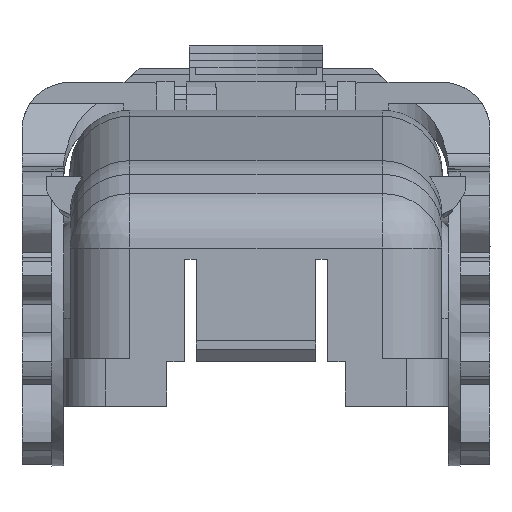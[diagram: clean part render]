
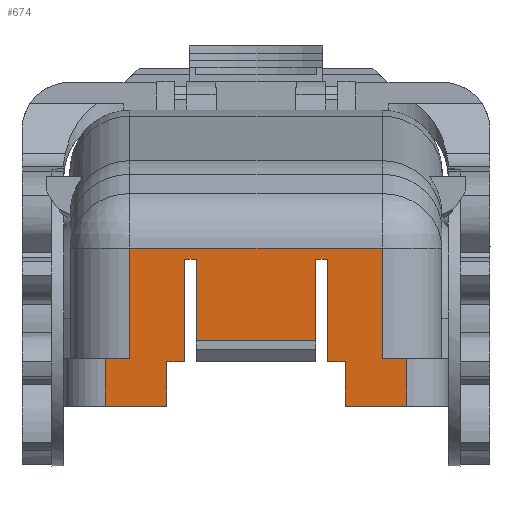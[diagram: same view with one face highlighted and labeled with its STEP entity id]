
A CAD part, left-side view. The second image highlights one B-rep face of the part: STEP entity #674.
In plain terms, the highlighted planar face has unit normal (-1, 0, 0).
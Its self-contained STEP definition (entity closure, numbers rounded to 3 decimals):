
#674=ADVANCED_FACE('F295',(#1313),#1043,.T.);
#1043=PLANE('',#7900);
#1313=FACE_OUTER_BOUND('',#1702,.T.);
#1702=EDGE_LOOP('',(#2734,#2735,#2736,#2737,#2738,#2739,#2740,#2741,#2742,
#2743,#2744,#2745,#2746,#2747,#2748,#2749,#2750,#2751,#2752,#2753));
#2734=ORIENTED_EDGE('',*,*,#5508,.F.);
#2735=ORIENTED_EDGE('',*,*,#5545,.T.);
#2736=ORIENTED_EDGE('',*,*,#5546,.T.);
#2737=ORIENTED_EDGE('',*,*,#5547,.T.);
#2738=ORIENTED_EDGE('',*,*,#5548,.T.);
#2739=ORIENTED_EDGE('',*,*,#5448,.T.);
#2740=ORIENTED_EDGE('',*,*,#5549,.T.);
#2741=ORIENTED_EDGE('',*,*,#5550,.F.);
#2742=ORIENTED_EDGE('',*,*,#5551,.F.);
#2743=ORIENTED_EDGE('',*,*,#5204,.T.);
#2744=ORIENTED_EDGE('',*,*,#5552,.T.);
#2745=ORIENTED_EDGE('',*,*,#5459,.T.);
#2746=ORIENTED_EDGE('',*,*,#5460,.T.);
#2747=ORIENTED_EDGE('',*,*,#5464,.T.);
#2748=ORIENTED_EDGE('',*,*,#5466,.T.);
#2749=ORIENTED_EDGE('',*,*,#5446,.T.);
#2750=ORIENTED_EDGE('',*,*,#5470,.T.);
#2751=ORIENTED_EDGE('',*,*,#5473,.T.);
#2752=ORIENTED_EDGE('',*,*,#5474,.T.);
#2753=ORIENTED_EDGE('',*,*,#5423,.T.);
#4443=VERTEX_POINT('',#10607);
#4446=VERTEX_POINT('',#10615);
#4615=VERTEX_POINT('',#11107);
#4616=VERTEX_POINT('',#11109);
#4633=VERTEX_POINT('',#11155);
#4634=VERTEX_POINT('',#11157);
#4635=VERTEX_POINT('',#11161);
#4636=VERTEX_POINT('',#11162);
#4644=VERTEX_POINT('',#11180);
#4646=VERTEX_POINT('',#11184);
#4647=VERTEX_POINT('',#11188);
#4649=VERTEX_POINT('',#11194);
#4652=VERTEX_POINT('',#11205);
#4654=VERTEX_POINT('',#11211);
#4670=VERTEX_POINT('',#11302);
#4689=VERTEX_POINT('',#11396);
#4690=VERTEX_POINT('',#11398);
#4691=VERTEX_POINT('',#11400);
#4692=VERTEX_POINT('',#11403);
#4693=VERTEX_POINT('',#11405);
#5204=EDGE_CURVE('',#4443,#4446,#6315,.T.);
#5423=EDGE_CURVE('',#4616,#4615,#6485,.T.);
#5446=EDGE_CURVE('',#4634,#4633,#6501,.T.);
#5448=EDGE_CURVE('',#4635,#4636,#6503,.T.);
#5459=EDGE_CURVE('',#4644,#4646,#6510,.T.);
#5460=EDGE_CURVE('',#4646,#4647,#6511,.T.);
#5464=EDGE_CURVE('',#4647,#4649,#6515,.T.);
#5466=EDGE_CURVE('',#4649,#4634,#6517,.T.);
#5470=EDGE_CURVE('',#4633,#4652,#6521,.T.);
#5473=EDGE_CURVE('',#4652,#4654,#6524,.T.);
#5474=EDGE_CURVE('',#4654,#4616,#6525,.T.);
#5508=EDGE_CURVE('',#4670,#4615,#6556,.T.);
#5545=EDGE_CURVE('',#4670,#4689,#6576,.T.);
#5546=EDGE_CURVE('',#4689,#4690,#6577,.T.);
#5547=EDGE_CURVE('',#4690,#4691,#6578,.T.);
#5548=EDGE_CURVE('',#4691,#4635,#6579,.T.);
#5549=EDGE_CURVE('',#4636,#4692,#6580,.T.);
#5550=EDGE_CURVE('',#4693,#4692,#6581,.T.);
#5551=EDGE_CURVE('',#4443,#4693,#6582,.T.);
#5552=EDGE_CURVE('',#4446,#4644,#6583,.T.);
#6315=LINE('',#10616,#7075);
#6485=LINE('',#11108,#7247);
#6501=LINE('',#11156,#7263);
#6503=LINE('',#11160,#7265);
#6510=LINE('',#11185,#7272);
#6511=LINE('',#11187,#7273);
#6515=LINE('',#11196,#7277);
#6517=LINE('',#11199,#7279);
#6521=LINE('',#11206,#7283);
#6524=LINE('',#11212,#7286);
#6525=LINE('',#11214,#7287);
#6556=LINE('',#11303,#7318);
#6576=LINE('',#11395,#7338);
#6577=LINE('',#11397,#7339);
#6578=LINE('',#11399,#7340);
#6579=LINE('',#11401,#7341);
#6580=LINE('',#11402,#7342);
#6581=LINE('',#11404,#7343);
#6582=LINE('',#11406,#7344);
#6583=LINE('',#11407,#7345);
#7075=VECTOR('',#8508,1.);
#7247=VECTOR('',#8852,1.);
#7263=VECTOR('',#8896,1.);
#7265=VECTOR('',#8900,1.);
#7272=VECTOR('',#8919,1.);
#7273=VECTOR('',#8922,1.);
#7277=VECTOR('',#8928,1.);
#7279=VECTOR('',#8932,1.);
#7283=VECTOR('',#8938,1.);
#7286=VECTOR('',#8943,1.);
#7287=VECTOR('',#8946,1.);
#7318=VECTOR('',#9009,1.);
#7338=VECTOR('',#9091,1.);
#7339=VECTOR('',#9092,1.);
#7340=VECTOR('',#9093,1.);
#7341=VECTOR('',#9094,1.);
#7342=VECTOR('',#9095,1.);
#7343=VECTOR('',#9096,1.);
#7344=VECTOR('',#9097,1.);
#7345=VECTOR('',#9098,1.);
#7900=AXIS2_PLACEMENT_3D('',#11408,#9099,#9100);
#8508=DIRECTION('',(0.,-1.,0.));
#8852=DIRECTION('',(0.,-1.,0.));
#8896=DIRECTION('',(0.,-1.,0.));
#8900=DIRECTION('',(0.,1.,0.));
#8919=DIRECTION('',(0.,-1.,0.));
#8922=DIRECTION('',(0.,0.,1.));
#8928=DIRECTION('',(0.,-1.,0.));
#8932=DIRECTION('',(0.,0.,-1.));
#8938=DIRECTION('',(0.,0.,1.));
#8943=DIRECTION('',(0.,-1.,0.));
#8946=DIRECTION('',(0.,0.,-1.));
#9009=DIRECTION('',(0.,0.,1.));
#9091=DIRECTION('',(0.,-1.,0.));
#9092=DIRECTION('',(0.,0.,1.));
#9093=DIRECTION('',(0.,1.,0.));
#9094=DIRECTION('',(0.,0.,1.));
#9095=DIRECTION('',(0.,0.,-1.));
#9096=DIRECTION('',(0.,-1.,0.));
#9097=DIRECTION('',(0.,0.,1.));
#9098=DIRECTION('',(0.,0.,1.));
#9099=DIRECTION('',(-1.,0.,0.));
#9100=DIRECTION('',(0.,-1.,0.));
#10607=CARTESIAN_POINT('',(2.2,12.65,31.45));
#10615=CARTESIAN_POINT('',(2.2,7.5,31.45));
#10616=CARTESIAN_POINT('',(2.2,10.2,31.45));
#11107=CARTESIAN_POINT('',(2.2,-7.5,35.2));
#11108=CARTESIAN_POINT('',(2.2,-5.94,35.2));
#11109=CARTESIAN_POINT('',(2.2,-6.,35.2));
#11155=CARTESIAN_POINT('',(2.2,-5.,36.829));
#11156=CARTESIAN_POINT('',(2.2,-5.5,36.829));
#11157=CARTESIAN_POINT('',(2.2,5.,36.829));
#11160=CARTESIAN_POINT('',(2.2,15.6,44.736));
#11161=CARTESIAN_POINT('',(2.2,-10.6,44.736));
#11162=CARTESIAN_POINT('',(2.2,10.6,44.736));
#11180=CARTESIAN_POINT('',(2.2,7.5,35.2));
#11184=CARTESIAN_POINT('',(2.2,6.,35.2));
#11185=CARTESIAN_POINT('',(2.2,7.26,35.2));
#11187=CARTESIAN_POINT('',(2.2,6.,39.4));
#11188=CARTESIAN_POINT('',(2.2,6.,43.8));
#11194=CARTESIAN_POINT('',(2.2,5.,43.8));
#11196=CARTESIAN_POINT('',(2.2,5.5,43.8));
#11199=CARTESIAN_POINT('',(2.2,5.,40.15));
#11205=CARTESIAN_POINT('',(2.2,-5.,43.8));
#11206=CARTESIAN_POINT('',(2.2,-5.,40.15));
#11211=CARTESIAN_POINT('',(2.2,-6.,43.8));
#11212=CARTESIAN_POINT('',(2.2,5.5,43.8));
#11214=CARTESIAN_POINT('',(2.2,-6.,39.4));
#11302=CARTESIAN_POINT('',(2.2,-7.5,31.45));
#11303=CARTESIAN_POINT('',(2.2,-7.5,29.383));
#11395=CARTESIAN_POINT('',(2.2,-10.2,31.45));
#11396=CARTESIAN_POINT('',(2.2,-12.65,31.45));
#11397=CARTESIAN_POINT('',(2.2,-12.65,29.383));
#11398=CARTESIAN_POINT('',(2.2,-12.65,35.452));
#11399=CARTESIAN_POINT('',(2.2,-21.045,35.452));
#11400=CARTESIAN_POINT('',(2.2,-10.6,35.452));
#11401=CARTESIAN_POINT('',(2.2,-10.6,29.383));
#11402=CARTESIAN_POINT('',(2.2,10.6,29.383));
#11403=CARTESIAN_POINT('',(2.2,10.6,35.452));
#11404=CARTESIAN_POINT('',(2.2,13.86,35.452));
#11405=CARTESIAN_POINT('',(2.2,12.65,35.452));
#11406=CARTESIAN_POINT('',(2.2,12.65,29.383));
#11407=CARTESIAN_POINT('',(2.2,7.5,29.86));
#11408=CARTESIAN_POINT('',(2.2,13.86,29.383));
